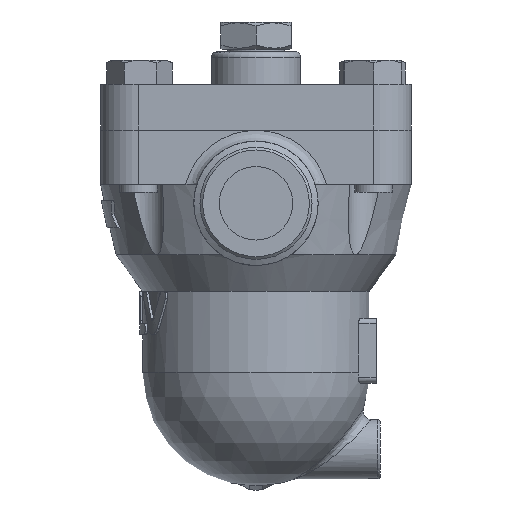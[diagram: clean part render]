
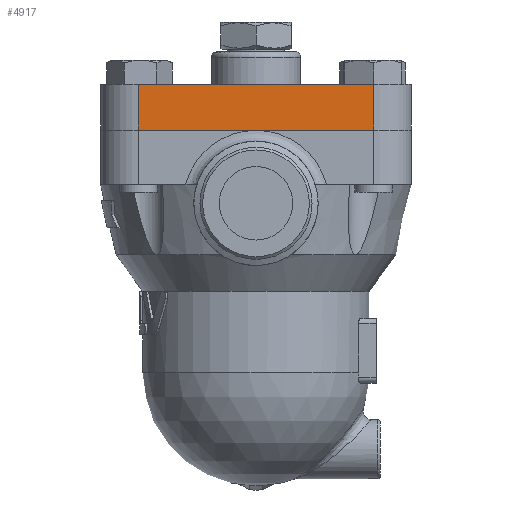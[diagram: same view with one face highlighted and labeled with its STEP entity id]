
A CAD part, left-side view. The second image highlights one B-rep face of the part: STEP entity #4917.
In plain terms, the highlighted planar face has unit normal (-1, 0, 0).
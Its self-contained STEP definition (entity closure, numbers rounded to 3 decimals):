
#4762=CARTESIAN_POINT('',(-57.5,-43.5,0.1));
#4763=VERTEX_POINT('',#4762);
#4771=CARTESIAN_POINT('',(-57.5,43.5,0.1));
#4772=VERTEX_POINT('',#4771);
#4773=CARTESIAN_POINT('',(-57.5,43.5,0.1));
#4774=DIRECTION('',(0.0,-1.0,0.0));
#4775=VECTOR('',#4774,87.0);
#4776=LINE('',#4773,#4775);
#4777=EDGE_CURVE('',#4772,#4763,#4776,.T.);
#4869=CARTESIAN_POINT('',(-57.5,-43.5,17.1));
#4870=VERTEX_POINT('',#4869);
#4878=CARTESIAN_POINT('',(-57.5,-43.5,0.1));
#4879=DIRECTION('',(0.0,0.0,1.0));
#4880=VECTOR('',#4879,17.0);
#4881=LINE('',#4878,#4880);
#4882=EDGE_CURVE('',#4763,#4870,#4881,.T.);
#4894=CARTESIAN_POINT('',(-57.5,0.0,0.1));
#4895=DIRECTION('',(-1.0,0.0,0.0));
#4896=DIRECTION('',(0.0,0.0,1.0));
#4897=AXIS2_PLACEMENT_3D('',#4894,#4895,#4896);
#4898=PLANE('',#4897);
#4899=CARTESIAN_POINT('',(-57.5,43.5,17.1));
#4900=VERTEX_POINT('',#4899);
#4901=CARTESIAN_POINT('',(-57.5,-43.5,17.1));
#4902=DIRECTION('',(0.0,1.0,0.0));
#4903=VECTOR('',#4902,87.0);
#4904=LINE('',#4901,#4903);
#4905=EDGE_CURVE('',#4870,#4900,#4904,.T.);
#4906=ORIENTED_EDGE('',*,*,#4905,.T.);
#4907=CARTESIAN_POINT('',(-57.5,43.5,0.1));
#4908=DIRECTION('',(0.0,0.0,1.0));
#4909=VECTOR('',#4908,17.0);
#4910=LINE('',#4907,#4909);
#4911=EDGE_CURVE('',#4772,#4900,#4910,.T.);
#4912=ORIENTED_EDGE('',*,*,#4911,.F.);
#4913=ORIENTED_EDGE('',*,*,#4777,.T.);
#4914=ORIENTED_EDGE('',*,*,#4882,.T.);
#4915=EDGE_LOOP('',(#4906,#4912,#4913,#4914));
#4916=FACE_OUTER_BOUND('',#4915,.T.);
#4917=ADVANCED_FACE('',(#4916),#4898,.T.);
